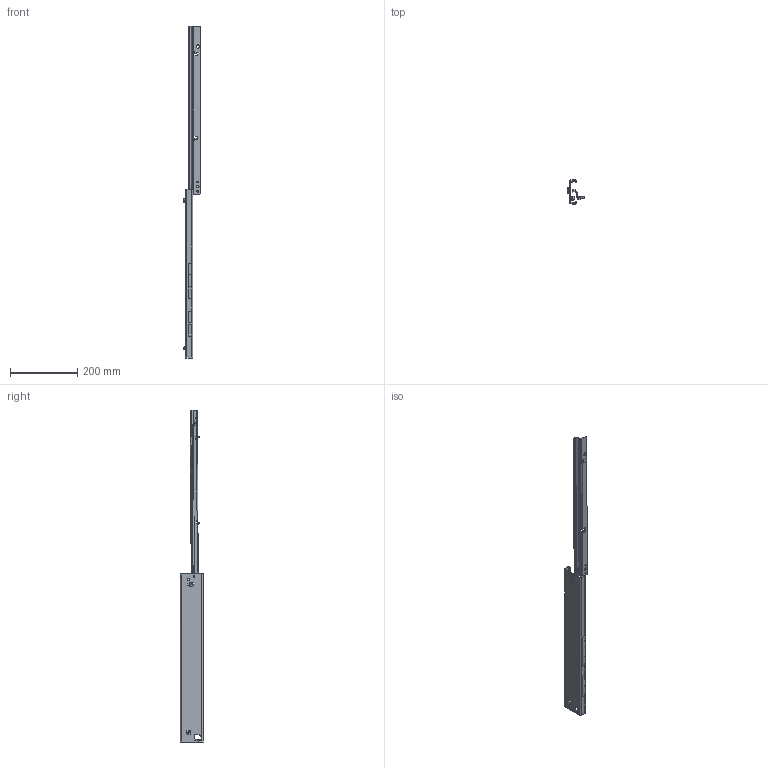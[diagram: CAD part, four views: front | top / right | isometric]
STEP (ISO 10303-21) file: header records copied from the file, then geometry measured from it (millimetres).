
FILE_DESCRIPTION (( 'STEP AP214' ), '1' );
FILE_NAME ('FR_7180_SMT.0500mm_20inch_U015_open_left.STEP', '2022-11-21T08:29:13', ( '' ), ( '' ), 'SwSTEP 2.0', 'SolidWorks 2020', '' );
FILE_SCHEMA (( 'AUTOMOTIVE_DESIGN' ));
Length unit declared in the file: millimetre
Products named in the file (5): 7100.XXX-01.H217_NL 500; FR_7180_SMT.0500mm_20inch_U015_open_left; 7100.XXX-03.W178_NL 500; 7100.XXX-01.U015_NL 500
Assembly tree (4 placements, depth 3):
  FR_7180_SMT.0500mm_20inch_U015_open_left
    7100.XXX-01.U015_NL 500
      7100.XXX-01.H217_NL 500
    7100.XXX-03.W178_NL 500
      7100.XXX-03.W178_NL 500
Bounding box: 49.43 x 70.8 x 985.01 mm (x, y, z)
Volume: 189537.7 mm3; surface area: 169558.5 mm2
Topology: 2 solids, 2 shells, 499 faces, 1320 edges, 811 vertices
Faces by surface type: plane 237, cylinder 179, bspline 57, cone 18, sphere 6, torus 2
Entity records: 17619 total; most frequent: CARTESIAN_POINT 4801, ORIENTED_EDGE 2616, DIRECTION 2349, EDGE_CURVE 1308, VERTEX_POINT 811, AXIS2_PLACEMENT_3D 790, VECTOR 769, LINE 769
